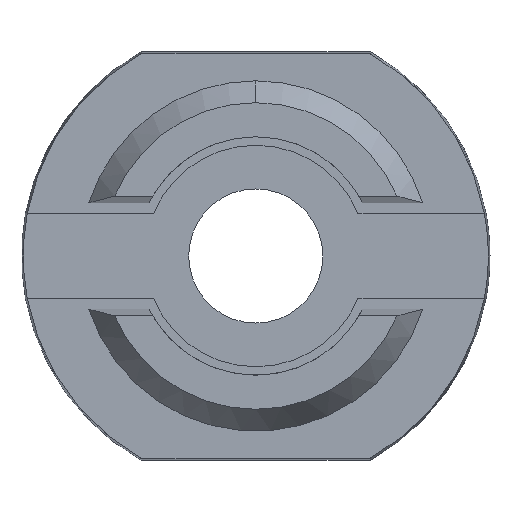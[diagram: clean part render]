
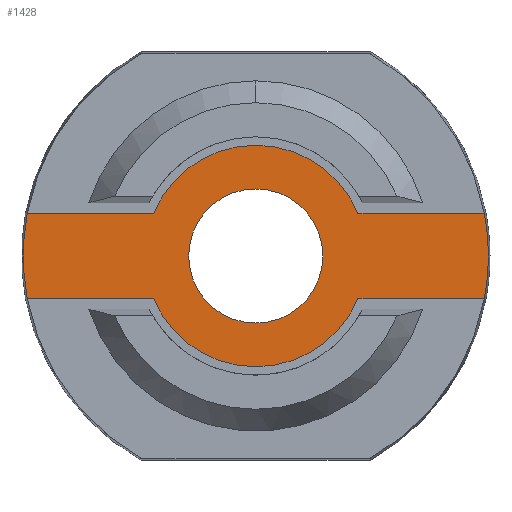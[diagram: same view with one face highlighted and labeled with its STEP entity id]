
A CAD part, front view. The second image highlights one B-rep face of the part: STEP entity #1428.
In plain terms, the highlighted planar face has unit normal (0, -1, 0).
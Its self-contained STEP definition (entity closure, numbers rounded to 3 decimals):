
#63 = ORIENTED_EDGE ( 'NONE', *, *, #2399, .F. ) ;
#116 = FACE_BOUND ( 'NONE', #300, .T. ) ;
#151 = VERTEX_POINT ( 'NONE', #1320 ) ;
#165 = LINE ( 'NONE', #2805, #1686 ) ;
#300 = EDGE_LOOP ( 'NONE', ( #2337, #3064 ) ) ;
#332 = VERTEX_POINT ( 'NONE', #2706 ) ;
#362 = CARTESIAN_POINT ( 'NONE',  ( 0., -2.286, 0. ) ) ;
#375 = DIRECTION ( 'NONE',  ( 0., 0., 1. ) ) ;
#379 = AXIS2_PLACEMENT_3D ( 'NONE', #874, #2609, #1636 ) ;
#544 = CIRCLE ( 'NONE', #1316, 2.6 ) ;
#619 = DIRECTION ( 'NONE',  ( 0., 1., 0. ) ) ;
#668 = DIRECTION ( 'NONE',  ( 0., 0., 1. ) ) ;
#771 = CARTESIAN_POINT ( 'NONE',  ( -1., -2.286, 5.368 ) ) ;
#778 = CARTESIAN_POINT ( 'NONE',  ( 1., -2.286, -2.4 ) ) ;
#837 = EDGE_CURVE ( 'NONE', #989, #2290, #165, .T. ) ;
#848 = CIRCLE ( 'NONE', #2549, 5.46 ) ;
#874 = CARTESIAN_POINT ( 'NONE',  ( 0., -2.286, 0. ) ) ;
#905 = CARTESIAN_POINT ( 'NONE',  ( -1., -2.286, -5.408 ) ) ;
#906 = CARTESIAN_POINT ( 'NONE',  ( 0., -2.286, 0. ) ) ;
#940 = EDGE_CURVE ( 'NONE', #2149, #2748, #2553, .T. ) ;
#989 = VERTEX_POINT ( 'NONE', #1635 ) ;
#1020 = ORIENTED_EDGE ( 'NONE', *, *, #1446, .T. ) ;
#1078 = CARTESIAN_POINT ( 'NONE',  ( 0., -2.286, 0. ) ) ;
#1122 = CARTESIAN_POINT ( 'NONE',  ( 1., -2.286, 5.368 ) ) ;
#1157 = DIRECTION ( 'NONE',  ( 0., 0., -1. ) ) ;
#1170 = DIRECTION ( 'NONE',  ( 0., 1., 0. ) ) ;
#1207 = EDGE_CURVE ( 'NONE', #1304, #1651, #2888, .T. ) ;
#1304 = VERTEX_POINT ( 'NONE', #1702 ) ;
#1316 = AXIS2_PLACEMENT_3D ( 'NONE', #906, #2343, #3086 ) ;
#1320 = CARTESIAN_POINT ( 'NONE',  ( -1., -2.286, -2.4 ) ) ;
#1322 = EDGE_CURVE ( 'NONE', #2378, #3106, #1980, .T. ) ;
#1357 = VECTOR ( 'NONE', #2627, 1000. ) ;
#1360 = EDGE_CURVE ( 'NONE', #1651, #1304, #2592, .T. ) ;
#1398 = CARTESIAN_POINT ( 'NONE',  ( 0., -2.286, 0. ) ) ;
#1416 = DIRECTION ( 'NONE',  ( 0., 0., 1. ) ) ;
#1428 = ADVANCED_FACE ( 'NONE', ( #2022, #116 ), #3085, .F. ) ;
#1446 = EDGE_CURVE ( 'NONE', #151, #1548, #2103, .T. ) ;
#1538 = ORIENTED_EDGE ( 'NONE', *, *, #940, .T. ) ;
#1548 = VERTEX_POINT ( 'NONE', #2881 ) ;
#1560 = DIRECTION ( 'NONE',  ( 0., 0., 1. ) ) ;
#1635 = CARTESIAN_POINT ( 'NONE',  ( 1., -2.286, 2.4 ) ) ;
#1636 = DIRECTION ( 'NONE',  ( 0., 0., 1. ) ) ;
#1649 = CARTESIAN_POINT ( 'NONE',  ( -1., -2.286, 2.4 ) ) ;
#1651 = VERTEX_POINT ( 'NONE', #1742 ) ;
#1685 = EDGE_CURVE ( 'NONE', #2378, #1548, #848, .T. ) ;
#1686 = VECTOR ( 'NONE', #375, 1000. ) ;
#1702 = CARTESIAN_POINT ( 'NONE',  ( 0., -2.286, -1.575 ) ) ;
#1742 = CARTESIAN_POINT ( 'NONE',  ( 0., -2.286, 1.575 ) ) ;
#1816 = ORIENTED_EDGE ( 'NONE', *, *, #837, .T. ) ;
#1868 = VECTOR ( 'NONE', #2905, 1000. ) ;
#1879 = AXIS2_PLACEMENT_3D ( 'NONE', #1078, #619, #2822 ) ;
#1921 = CARTESIAN_POINT ( 'NONE',  ( 0., -2.286, 0. ) ) ;
#1948 = EDGE_CURVE ( 'NONE', #2149, #332, #2509, .T. ) ;
#1974 = ORIENTED_EDGE ( 'NONE', *, *, #1322, .T. ) ;
#1977 = DIRECTION ( 'NONE',  ( 0., 1., 0. ) ) ;
#1980 = LINE ( 'NONE', #2678, #1868 ) ;
#1999 = AXIS2_PLACEMENT_3D ( 'NONE', #362, #2098, #1560 ) ;
#2022 = FACE_OUTER_BOUND ( 'NONE', #2625, .T. ) ;
#2077 = ORIENTED_EDGE ( 'NONE', *, *, #2249, .F. ) ;
#2082 = ORIENTED_EDGE ( 'NONE', *, *, #2711, .F. ) ;
#2098 = DIRECTION ( 'NONE',  ( 0., 1., 0. ) ) ;
#2103 = LINE ( 'NONE', #905, #1357 ) ;
#2149 = VERTEX_POINT ( 'NONE', #771 ) ;
#2151 = DIRECTION ( 'NONE',  ( 0., 1., 0. ) ) ;
#2161 = ORIENTED_EDGE ( 'NONE', *, *, #1685, .F. ) ;
#2249 = EDGE_CURVE ( 'NONE', #151, #2748, #544, .T. ) ;
#2290 = VERTEX_POINT ( 'NONE', #1122 ) ;
#2330 = CARTESIAN_POINT ( 'NONE',  ( -1., -2.286, 2.4 ) ) ;
#2337 = ORIENTED_EDGE ( 'NONE', *, *, #1207, .T. ) ;
#2343 = DIRECTION ( 'NONE',  ( 0., 1., 0. ) ) ;
#2365 = VECTOR ( 'NONE', #1157, 1000. ) ;
#2369 = DIRECTION ( 'NONE',  ( 0., 0., 1. ) ) ;
#2378 = VERTEX_POINT ( 'NONE', #2588 ) ;
#2381 = DIRECTION ( 'NONE',  ( 0., 1., 0. ) ) ;
#2399 = EDGE_CURVE ( 'NONE', #332, #2290, #2402, .T. ) ;
#2402 = CIRCLE ( 'NONE', #379, 5.46 ) ;
#2466 = DIRECTION ( 'NONE',  ( 0., 0., 1. ) ) ;
#2487 = AXIS2_PLACEMENT_3D ( 'NONE', #1398, #2381, #2369 ) ;
#2509 = CIRCLE ( 'NONE', #1999, 5.46 ) ;
#2549 = AXIS2_PLACEMENT_3D ( 'NONE', #3180, #1977, #2466 ) ;
#2553 = LINE ( 'NONE', #1649, #2365 ) ;
#2588 = CARTESIAN_POINT ( 'NONE',  ( 1., -2.286, -5.368 ) ) ;
#2592 = CIRCLE ( 'NONE', #2865, 1.575 ) ;
#2609 = DIRECTION ( 'NONE',  ( 0., 1., 0. ) ) ;
#2625 = EDGE_LOOP ( 'NONE', ( #2161, #1974, #2082, #1816, #63, #2740, #1538, #2077, #1020 ) ) ;
#2627 = DIRECTION ( 'NONE',  ( 0., 0., -1. ) ) ;
#2678 = CARTESIAN_POINT ( 'NONE',  ( 1., -2.286, -5.408 ) ) ;
#2695 = CIRCLE ( 'NONE', #1879, 2.6 ) ;
#2706 = CARTESIAN_POINT ( 'NONE',  ( 0., -2.286, 5.46 ) ) ;
#2711 = EDGE_CURVE ( 'NONE', #989, #3106, #2695, .T. ) ;
#2740 = ORIENTED_EDGE ( 'NONE', *, *, #1948, .F. ) ;
#2748 = VERTEX_POINT ( 'NONE', #2330 ) ;
#2805 = CARTESIAN_POINT ( 'NONE',  ( 1., -2.286, 2.4 ) ) ;
#2822 = DIRECTION ( 'NONE',  ( 0., 0., 1. ) ) ;
#2865 = AXIS2_PLACEMENT_3D ( 'NONE', #2869, #2151, #668 ) ;
#2869 = CARTESIAN_POINT ( 'NONE',  ( 0., -2.286, 0. ) ) ;
#2881 = CARTESIAN_POINT ( 'NONE',  ( -1., -2.286, -5.368 ) ) ;
#2888 = CIRCLE ( 'NONE', #3092, 1.575 ) ;
#2905 = DIRECTION ( 'NONE',  ( 0., 0., 1. ) ) ;
#3064 = ORIENTED_EDGE ( 'NONE', *, *, #1360, .T. ) ;
#3085 = PLANE ( 'NONE',  #2487 ) ;
#3086 = DIRECTION ( 'NONE',  ( 0., 0., 1. ) ) ;
#3092 = AXIS2_PLACEMENT_3D ( 'NONE', #1921, #1170, #1416 ) ;
#3106 = VERTEX_POINT ( 'NONE', #778 ) ;
#3180 = CARTESIAN_POINT ( 'NONE',  ( 0., -2.286, 0. ) ) ;
